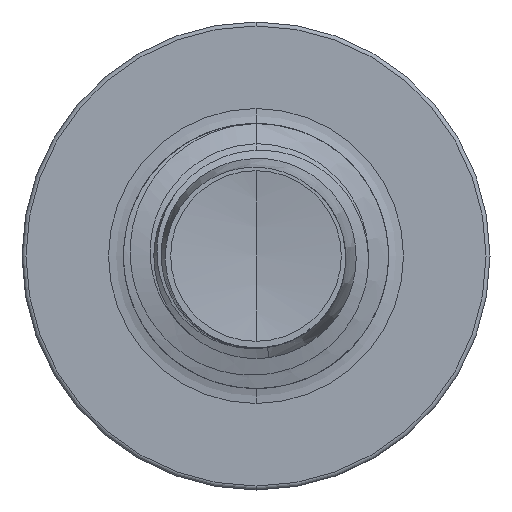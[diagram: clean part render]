
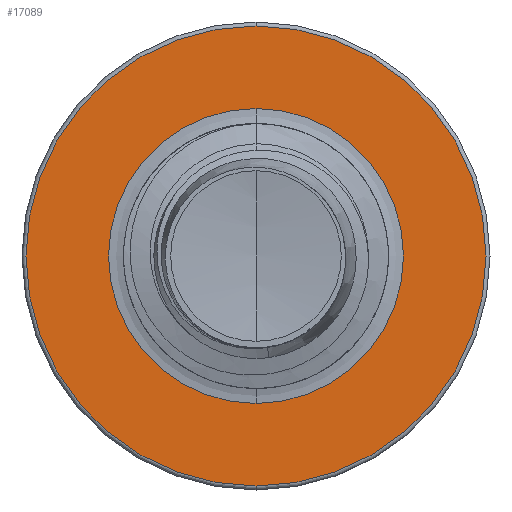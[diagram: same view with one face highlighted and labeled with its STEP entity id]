
A CAD part, front view. The second image highlights one B-rep face of the part: STEP entity #17089.
In plain terms, the highlighted planar face has unit normal (0, -1, 0).
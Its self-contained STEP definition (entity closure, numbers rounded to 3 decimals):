
#536 = CARTESIAN_POINT ( 'NONE',  ( 0., 17.5, 1.67 ) ) ;
#733 = CARTESIAN_POINT ( 'NONE',  ( 0., 17.5, -2.605 ) ) ;
#905 = VERTEX_POINT ( 'NONE', #536 ) ;
#1551 = AXIS2_PLACEMENT_3D ( 'NONE', #32378, #15185, #35173 ) ;
#1601 = CARTESIAN_POINT ( 'NONE',  ( 0., 17.5, -1.67 ) ) ;
#3598 = DIRECTION ( 'NONE',  ( 0., 0., 1. ) ) ;
#3647 = DIRECTION ( 'NONE',  ( 0., 1., 0. ) ) ;
#3689 = CARTESIAN_POINT ( 'NONE',  ( 0., 17.5, 0. ) ) ;
#3888 = EDGE_LOOP ( 'NONE', ( #14309, #14451 ) ) ;
#4140 = FACE_BOUND ( 'NONE', #3888, .T. ) ;
#4521 = CARTESIAN_POINT ( 'NONE',  ( 0., 17.5, -1.67 ) ) ;
#6114 = DIRECTION ( 'NONE',  ( 0., 1., 0. ) ) ;
#6691 = VERTEX_POINT ( 'NONE', #733 ) ;
#7648 = PLANE ( 'NONE',  #25438 ) ;
#10882 = EDGE_CURVE ( 'NONE', #29958, #6691, #29998, .T. ) ;
#11160 = CARTESIAN_POINT ( 'NONE',  ( 0., 17.5, 0. ) ) ;
#11447 = EDGE_LOOP ( 'NONE', ( #13533, #14200 ) ) ;
#13533 = ORIENTED_EDGE ( 'NONE', *, *, #10882, .F. ) ;
#14135 = DIRECTION ( 'NONE',  ( 0., 0., 1. ) ) ;
#14200 = ORIENTED_EDGE ( 'NONE', *, *, #22176, .F. ) ;
#14309 = ORIENTED_EDGE ( 'NONE', *, *, #28621, .T. ) ;
#14390 = CIRCLE ( 'NONE', #29736, 1.67 ) ;
#14451 = ORIENTED_EDGE ( 'NONE', *, *, #31046, .T. ) ;
#14957 = CARTESIAN_POINT ( 'NONE',  ( 0., 17.5, 2.605 ) ) ;
#15185 = DIRECTION ( 'NONE',  ( 0., 1., 0. ) ) ;
#17089 = ADVANCED_FACE ( 'NONE', ( #28632, #4140 ), #7648, .F. ) ;
#17134 = DIRECTION ( 'NONE',  ( 0., 1., 0. ) ) ;
#17910 = AXIS2_PLACEMENT_3D ( 'NONE', #23830, #6114, #26695 ) ;
#22176 = EDGE_CURVE ( 'NONE', #6691, #29958, #35505, .T. ) ;
#23830 = CARTESIAN_POINT ( 'NONE',  ( 0., 17.5, 0. ) ) ;
#25169 = AXIS2_PLACEMENT_3D ( 'NONE', #3689, #3647, #3598 ) ;
#25438 = AXIS2_PLACEMENT_3D ( 'NONE', #4521, #17134, #36966 ) ;
#26695 = DIRECTION ( 'NONE',  ( 0., 0., 1. ) ) ;
#28621 = EDGE_CURVE ( 'NONE', #905, #30611, #14390, .T. ) ;
#28632 = FACE_OUTER_BOUND ( 'NONE', #11447, .T. ) ;
#29736 = AXIS2_PLACEMENT_3D ( 'NONE', #11160, #31416, #14135 ) ;
#29958 = VERTEX_POINT ( 'NONE', #14957 ) ;
#29998 = CIRCLE ( 'NONE', #25169, 2.605 ) ;
#30611 = VERTEX_POINT ( 'NONE', #1601 ) ;
#31046 = EDGE_CURVE ( 'NONE', #30611, #905, #33251, .T. ) ;
#31416 = DIRECTION ( 'NONE',  ( 0., 1., 0. ) ) ;
#32378 = CARTESIAN_POINT ( 'NONE',  ( 0., 17.5, 0. ) ) ;
#33251 = CIRCLE ( 'NONE', #17910, 1.67 ) ;
#35173 = DIRECTION ( 'NONE',  ( 0., 0., 1. ) ) ;
#35505 = CIRCLE ( 'NONE', #1551, 2.605 ) ;
#36966 = DIRECTION ( 'NONE',  ( 0., 0., 1. ) ) ;
